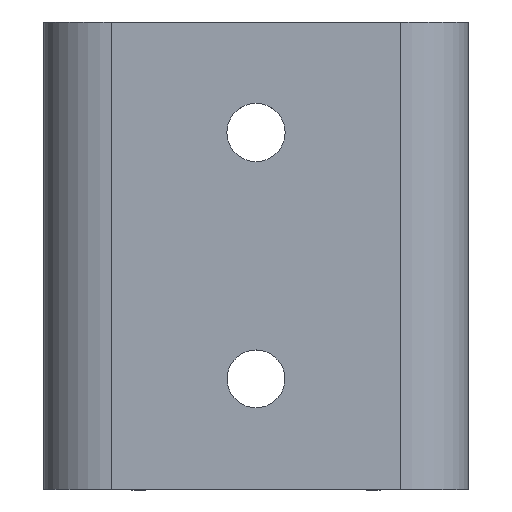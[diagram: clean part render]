
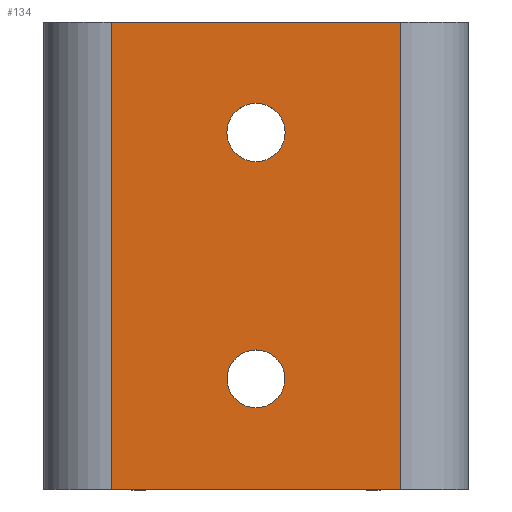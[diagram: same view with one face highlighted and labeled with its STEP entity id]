
A CAD part, top view. The second image highlights one B-rep face of the part: STEP entity #134.
In plain terms, the highlighted planar face has unit normal (0, 0, 1).
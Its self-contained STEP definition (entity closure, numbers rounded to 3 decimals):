
#134=ADVANCED_FACE('',(#279,#280,#281),#282,.T.);
#279=FACE_OUTER_BOUND('',#418,.T.);
#280=FACE_BOUND('',#419,.T.);
#281=FACE_BOUND('',#420,.T.);
#282=PLANE('',#421);
#418=EDGE_LOOP('',(#765,#766,#767,#768));
#419=EDGE_LOOP('',(#769));
#420=EDGE_LOOP('',(#770));
#421=AXIS2_PLACEMENT_3D('',#771,#772,#773);
#765=ORIENTED_EDGE('',*,*,#825,.F.);
#766=ORIENTED_EDGE('',*,*,#819,.F.);
#767=ORIENTED_EDGE('',*,*,#865,.T.);
#768=ORIENTED_EDGE('',*,*,#787,.T.);
#769=ORIENTED_EDGE('',*,*,#905,.F.);
#770=ORIENTED_EDGE('',*,*,#908,.F.);
#771=CARTESIAN_POINT('',(-17.,27.5,46.));
#772=DIRECTION('',(0.,0.,1.));
#773=DIRECTION('',(1.,0.,0.));
#787=EDGE_CURVE('',#931,#928,#932,.T.);
#819=EDGE_CURVE('',#984,#982,#986,.T.);
#825=EDGE_CURVE('',#982,#928,#996,.T.);
#865=EDGE_CURVE('',#984,#931,#1066,.T.);
#905=EDGE_CURVE('',#1114,#1114,#1115,.T.);
#908=EDGE_CURVE('',#1118,#1118,#1119,.T.);
#928=VERTEX_POINT('',#1140);
#931=VERTEX_POINT('',#1143);
#932=LINE('',#1144,#1145);
#982=VERTEX_POINT('',#1212);
#984=VERTEX_POINT('',#1214);
#986=LINE('',#1216,#1217);
#996=LINE('',#1230,#1231);
#1066=LINE('',#1325,#1326);
#1114=VERTEX_POINT('',#1385);
#1115=CIRCLE('',#1386,3.425);
#1118=VERTEX_POINT('',#1389);
#1119=CIRCLE('',#1390,3.4);
#1140=CARTESIAN_POINT('',(-17.,-27.5,46.));
#1143=CARTESIAN_POINT('',(-17.,27.5,46.));
#1144=CARTESIAN_POINT('',(-17.,27.5,46.));
#1145=VECTOR('',#1417,1.);
#1212=CARTESIAN_POINT('',(17.,-27.5,46.));
#1214=CARTESIAN_POINT('',(17.,27.5,46.));
#1216=CARTESIAN_POINT('',(17.,27.5,46.));
#1217=VECTOR('',#1459,1.);
#1230=CARTESIAN_POINT('',(-17.,-27.5,46.));
#1231=VECTOR('',#1466,1.);
#1325=CARTESIAN_POINT('',(-17.,27.5,46.));
#1326=VECTOR('',#1527,1.);
#1385=CARTESIAN_POINT('',(0.,11.075,46.));
#1386=AXIS2_PLACEMENT_3D('',#1578,#1579,#1580);
#1389=CARTESIAN_POINT('',(0.,-17.9,46.));
#1390=AXIS2_PLACEMENT_3D('',#1581,#1582,#1583);
#1417=DIRECTION('',(0.,-1.,0.));
#1459=DIRECTION('',(0.,-1.,0.));
#1466=DIRECTION('',(-1.,0.,0.));
#1527=DIRECTION('',(-1.,0.,0.));
#1578=CARTESIAN_POINT('',(0.,14.5,46.));
#1579=DIRECTION('',(0.,0.,1.));
#1580=DIRECTION('',(0.,-1.,0.));
#1581=CARTESIAN_POINT('',(0.,-14.5,46.));
#1582=DIRECTION('',(0.,0.,1.));
#1583=DIRECTION('',(0.,-1.,0.));
